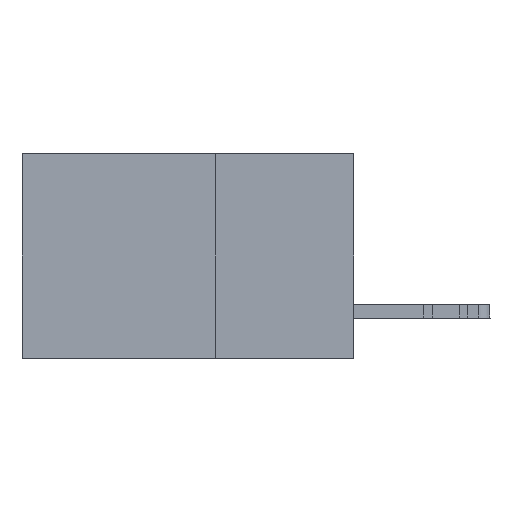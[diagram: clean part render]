
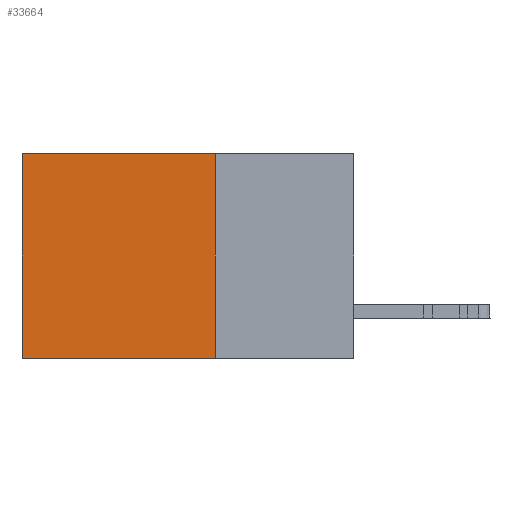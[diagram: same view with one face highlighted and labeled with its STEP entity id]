
A CAD part, left-side view. The second image highlights one B-rep face of the part: STEP entity #33664.
In plain terms, the highlighted planar face has unit normal (-1, 0, 0).
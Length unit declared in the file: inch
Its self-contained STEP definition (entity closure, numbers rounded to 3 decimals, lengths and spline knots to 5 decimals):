
#518 = ORIENTED_EDGE ( 'NONE', *, *, #24042, .F. ) ;
#1590 = CARTESIAN_POINT ( 'NONE',  ( 0.2875, 0.25, 0. ) ) ;
#3834 = DIRECTION ( 'NONE',  ( 1., 0., 0. ) ) ;
#4667 = DIRECTION ( 'NONE',  ( 0., 1., 0. ) ) ;
#5554 = CARTESIAN_POINT ( 'NONE',  ( 0.2875, 0.25, 0. ) ) ;
#9486 = VECTOR ( 'NONE', #39154, 39.37008 ) ;
#10450 = LINE ( 'NONE', #5554, #9486 ) ;
#11478 = VERTEX_POINT ( 'NONE', #39158 ) ;
#12874 = VECTOR ( 'NONE', #4667, 39.37008 ) ;
#15585 = CARTESIAN_POINT ( 'NONE',  ( 0.2875, 0.6, 0. ) ) ;
#18251 = VERTEX_POINT ( 'NONE', #36045 ) ;
#18965 = LINE ( 'NONE', #1590, #39487 ) ;
#19327 = CARTESIAN_POINT ( 'NONE',  ( 0.2875, 0.25, 0. ) ) ;
#20053 = VERTEX_POINT ( 'NONE', #15585 ) ;
#21077 = AXIS2_PLACEMENT_3D ( 'NONE', #22096, #3834, #25187 ) ;
#21795 = VECTOR ( 'NONE', #38367, 39.37008 ) ;
#22096 = CARTESIAN_POINT ( 'NONE',  ( 0.2875, 0.25, 0. ) ) ;
#22895 = EDGE_CURVE ( 'NONE', #28389, #20053, #10450, .T. ) ;
#23105 = DIRECTION ( 'NONE',  ( 0., 0., -1. ) ) ;
#23731 = LINE ( 'NONE', #26123, #21795 ) ;
#24042 = EDGE_CURVE ( 'NONE', #28389, #11478, #18965, .T. ) ;
#24682 = EDGE_CURVE ( 'NONE', #20053, #18251, #23731, .T. ) ;
#25187 = DIRECTION ( 'NONE',  ( 0., 0., -1. ) ) ;
#26040 = CARTESIAN_POINT ( 'NONE',  ( 0.2875, 0.25, -0.37 ) ) ;
#26123 = CARTESIAN_POINT ( 'NONE',  ( 0.2875, 0.6, 0. ) ) ;
#26323 = ORIENTED_EDGE ( 'NONE', *, *, #24682, .T. ) ;
#27768 = ORIENTED_EDGE ( 'NONE', *, *, #28528, .F. ) ;
#28107 = PLANE ( 'NONE',  #21077 ) ;
#28389 = VERTEX_POINT ( 'NONE', #19327 ) ;
#28528 = EDGE_CURVE ( 'NONE', #11478, #18251, #29181, .T. ) ;
#29181 = LINE ( 'NONE', #26040, #12874 ) ;
#30835 = EDGE_LOOP ( 'NONE', ( #26323, #27768, #518, #38511 ) ) ;
#33664 = ADVANCED_FACE ( 'NONE', ( #36314 ), #28107, .F. ) ;
#36045 = CARTESIAN_POINT ( 'NONE',  ( 0.2875, 0.6, -0.37 ) ) ;
#36314 = FACE_OUTER_BOUND ( 'NONE', #30835, .T. ) ;
#38367 = DIRECTION ( 'NONE',  ( 0., 0., -1. ) ) ;
#38511 = ORIENTED_EDGE ( 'NONE', *, *, #22895, .T. ) ;
#39154 = DIRECTION ( 'NONE',  ( 0., 1., 0. ) ) ;
#39158 = CARTESIAN_POINT ( 'NONE',  ( 0.2875, 0.25, -0.37 ) ) ;
#39487 = VECTOR ( 'NONE', #23105, 39.37008 ) ;
